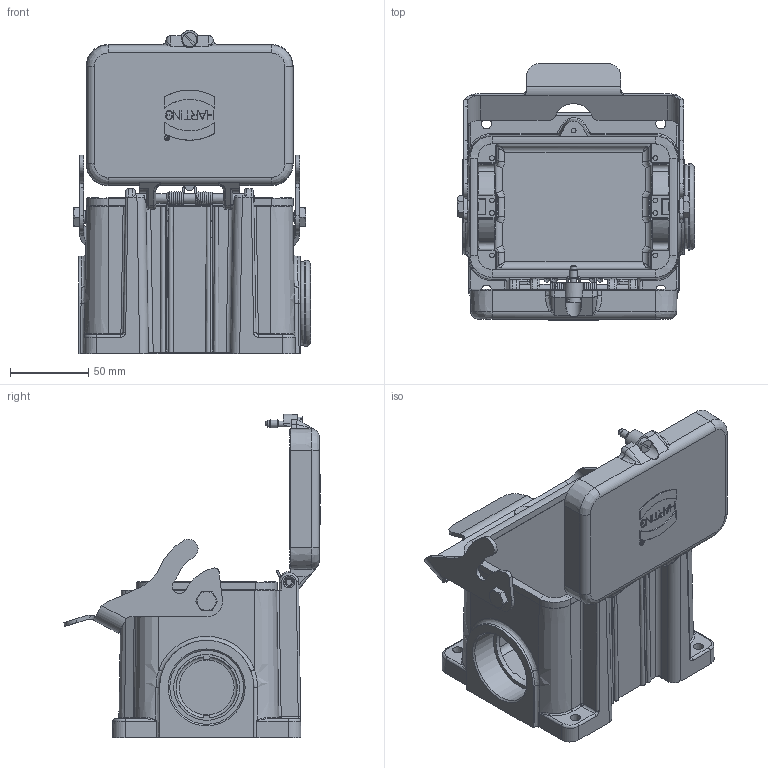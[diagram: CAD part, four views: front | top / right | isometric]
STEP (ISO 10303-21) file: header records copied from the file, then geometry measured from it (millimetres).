
FILE_DESCRIPTION(/* description */ (''),/* implementation_level */ '2;1');
FILE_NAME(/* name */ '100769011ugm000_b.stp',/* time_stamp */ '2018-05-22T14:37:50+02:00',/* author */ (''),/* organization */ (''),/* preprocessor_version */ 'ST-DEVELOPER v16.7',/* originating_system */ 'SIEMENS PLM Software NX 12.0',/* authorisation */ '');
FILE_SCHEMA (('AUTOMOTIVE_DESIGN { 1 0 10303 214 3 1 1 1 }'));
Products named in the file (1): 100769011ugm000_b
Bounding box: 151 x 163.48 x 205.95 mm (x, y, z)
Volume: 499934.7 mm3; surface area: 189616.8 mm2
Topology: 6 solids, 12 shells, 966 faces, 2505 edges, 1586 vertices
Faces by surface type: plane 408, cylinder 278, bspline 155, cone 85, torus 38, sphere 2
Full cylindrical faces by diameter (mm): 1.3 x4, 3 x9, 3.04 x1, 3.36 x1, 3.9 x1, 4.2 x1, 4.8 x2, 5 x1, 6 x19, 8 x2, 9 x1, 42 x2, 47 x1, 49 x3, 55 x1
Entity records: 57851 total; most frequent: CARTESIAN_POINT 32494, ORIENTED_EDGE 4524, DIRECTION 4215, EDGE_CURVE 2265, AXIS2_PLACEMENT_3D 1547, VERTEX_POINT 1456, LINE 1121, VECTOR 1121
